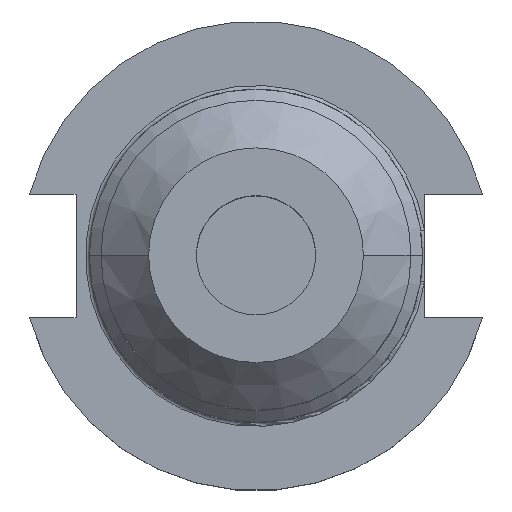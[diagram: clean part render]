
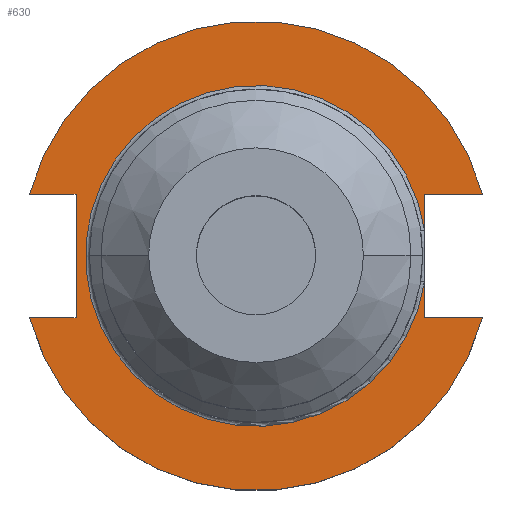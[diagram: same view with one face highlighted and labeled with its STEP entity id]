
A CAD part, top view. The second image highlights one B-rep face of the part: STEP entity #630.
In plain terms, the highlighted planar face has unit normal (0, 0, 1).
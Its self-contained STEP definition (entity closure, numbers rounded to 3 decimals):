
#25 = CARTESIAN_POINT ( 'NONE',  ( 35.306, 12.954, 19.05 ) ) ;
#43 = CARTESIAN_POINT ( 'NONE',  ( 35.306, -12.954, 19.05 ) ) ;
#45 = AXIS2_PLACEMENT_3D ( 'NONE', #859, #54, #995 ) ;
#54 = DIRECTION ( 'NONE',  ( 0., 0., 1. ) ) ;
#92 = EDGE_CURVE ( 'NONE', #474, #1258, #888, .T. ) ;
#101 = VERTEX_POINT ( 'NONE', #1228 ) ;
#115 = AXIS2_PLACEMENT_3D ( 'NONE', #1369, #1103, #304 ) ;
#137 = ORIENTED_EDGE ( 'NONE', *, *, #92, .F. ) ;
#144 = LINE ( 'NONE', #1374, #684 ) ;
#179 = VECTOR ( 'NONE', #1225, 1000. ) ;
#202 = DIRECTION ( 'NONE',  ( -1., 0., 0. ) ) ;
#212 = DIRECTION ( 'NONE',  ( 0., 0., 1. ) ) ;
#229 = VERTEX_POINT ( 'NONE', #1414 ) ;
#275 = DIRECTION ( 'NONE',  ( 1., 0., 0. ) ) ;
#281 = EDGE_CURVE ( 'NONE', #229, #1408, #1005, .T. ) ;
#284 = CIRCLE ( 'NONE', #45, 49.212 ) ;
#296 = ORIENTED_EDGE ( 'NONE', *, *, #470, .T. ) ;
#297 = EDGE_CURVE ( 'NONE', #1659, #676, #965, .T. ) ;
#304 = DIRECTION ( 'NONE',  ( 1., 0., 0. ) ) ;
#315 = DIRECTION ( 'NONE',  ( 0., -1., 0. ) ) ;
#348 = VECTOR ( 'NONE', #880, 1000. ) ;
#410 = EDGE_CURVE ( 'NONE', #1370, #605, #791, .T. ) ;
#450 = VECTOR ( 'NONE', #315, 1000. ) ;
#470 = EDGE_CURVE ( 'NONE', #474, #605, #1483, .T. ) ;
#474 = VERTEX_POINT ( 'NONE', #956 ) ;
#535 = ORIENTED_EDGE ( 'NONE', *, *, #1007, .F. ) ;
#545 = VECTOR ( 'NONE', #1680, 1000. ) ;
#578 = ORIENTED_EDGE ( 'NONE', *, *, #662, .F. ) ;
#591 = FACE_OUTER_BOUND ( 'NONE', #848, .T. ) ;
#596 = CARTESIAN_POINT ( 'NONE',  ( -47.477, -12.954, 19.05 ) ) ;
#605 = VERTEX_POINT ( 'NONE', #1355 ) ;
#630 = ADVANCED_FACE ( 'NONE', ( #591 ), #1616, .T. ) ;
#632 = DIRECTION ( 'NONE',  ( 1., 0., 0. ) ) ;
#643 = ORIENTED_EDGE ( 'NONE', *, *, #1318, .F. ) ;
#662 = EDGE_CURVE ( 'NONE', #1041, #1370, #144, .T. ) ;
#676 = VERTEX_POINT ( 'NONE', #1644 ) ;
#684 = VECTOR ( 'NONE', #1633, 1000. ) ;
#732 = CARTESIAN_POINT ( 'NONE',  ( -63.719, -12.954, 19.05 ) ) ;
#791 = LINE ( 'NONE', #1247, #450 ) ;
#799 = ORIENTED_EDGE ( 'NONE', *, *, #410, .F. ) ;
#848 = EDGE_LOOP ( 'NONE', ( #137, #296, #799, #578, #1351, #1305, #1136, #643, #1516, #535 ) ) ;
#859 = CARTESIAN_POINT ( 'NONE',  ( 0., 0., 19.05 ) ) ;
#878 = LINE ( 'NONE', #1310, #1562 ) ;
#880 = DIRECTION ( 'NONE',  ( 0., 1., 0. ) ) ;
#886 = CARTESIAN_POINT ( 'NONE',  ( 35.306, 12.954, 19.05 ) ) ;
#888 = LINE ( 'NONE', #25, #179 ) ;
#891 = CARTESIAN_POINT ( 'NONE',  ( -47.477, 12.954, 19.05 ) ) ;
#892 = EDGE_CURVE ( 'NONE', #101, #229, #1422, .T. ) ;
#895 = LINE ( 'NONE', #732, #545 ) ;
#956 = CARTESIAN_POINT ( 'NONE',  ( 35.306, -5.455, 19.05 ) ) ;
#965 = CIRCLE ( 'NONE', #1580, 49.212 ) ;
#995 = DIRECTION ( 'NONE',  ( 1., 0., 0. ) ) ;
#1005 = LINE ( 'NONE', #1687, #1328 ) ;
#1007 = EDGE_CURVE ( 'NONE', #1258, #676, #878, .T. ) ;
#1016 = CARTESIAN_POINT ( 'NONE',  ( 0., 0., 19.05 ) ) ;
#1022 = CARTESIAN_POINT ( 'NONE',  ( 47.477, 12.954, 19.05 ) ) ;
#1041 = VERTEX_POINT ( 'NONE', #1022 ) ;
#1103 = DIRECTION ( 'NONE',  ( 0., 0., -1. ) ) ;
#1136 = ORIENTED_EDGE ( 'NONE', *, *, #892, .F. ) ;
#1152 = DIRECTION ( 'NONE',  ( 1., 0., 0. ) ) ;
#1199 = AXIS2_PLACEMENT_3D ( 'NONE', #1350, #1204, #275 ) ;
#1204 = DIRECTION ( 'NONE',  ( 0., 0., 1. ) ) ;
#1225 = DIRECTION ( 'NONE',  ( 0., -1., 0. ) ) ;
#1228 = CARTESIAN_POINT ( 'NONE',  ( -37.719, -12.954, 19.05 ) ) ;
#1247 = CARTESIAN_POINT ( 'NONE',  ( 35.306, 12.954, 19.05 ) ) ;
#1258 = VERTEX_POINT ( 'NONE', #43 ) ;
#1295 = CARTESIAN_POINT ( 'NONE',  ( -37.719, 12.954, 19.05 ) ) ;
#1303 = EDGE_CURVE ( 'NONE', #1041, #1408, #284, .T. ) ;
#1305 = ORIENTED_EDGE ( 'NONE', *, *, #281, .F. ) ;
#1310 = CARTESIAN_POINT ( 'NONE',  ( 35.306, -12.954, 19.05 ) ) ;
#1318 = EDGE_CURVE ( 'NONE', #1659, #101, #895, .T. ) ;
#1328 = VECTOR ( 'NONE', #202, 1000. ) ;
#1350 = CARTESIAN_POINT ( 'NONE',  ( 0., 49.212, 19.05 ) ) ;
#1351 = ORIENTED_EDGE ( 'NONE', *, *, #1303, .T. ) ;
#1355 = CARTESIAN_POINT ( 'NONE',  ( 35.306, 5.455, 19.05 ) ) ;
#1369 = CARTESIAN_POINT ( 'NONE',  ( 0., 0., 19.05 ) ) ;
#1370 = VERTEX_POINT ( 'NONE', #886 ) ;
#1374 = CARTESIAN_POINT ( 'NONE',  ( 35.306, 12.954, 19.05 ) ) ;
#1408 = VERTEX_POINT ( 'NONE', #891 ) ;
#1414 = CARTESIAN_POINT ( 'NONE',  ( -37.719, 12.954, 19.05 ) ) ;
#1422 = LINE ( 'NONE', #1295, #348 ) ;
#1483 = CIRCLE ( 'NONE', #115, 35.725 ) ;
#1516 = ORIENTED_EDGE ( 'NONE', *, *, #297, .T. ) ;
#1562 = VECTOR ( 'NONE', #632, 1000. ) ;
#1580 = AXIS2_PLACEMENT_3D ( 'NONE', #1016, #212, #1152 ) ;
#1616 = PLANE ( 'NONE',  #1199 ) ;
#1633 = DIRECTION ( 'NONE',  ( -1., 0., 0. ) ) ;
#1644 = CARTESIAN_POINT ( 'NONE',  ( 47.477, -12.954, 19.05 ) ) ;
#1659 = VERTEX_POINT ( 'NONE', #596 ) ;
#1680 = DIRECTION ( 'NONE',  ( 1., 0., 0. ) ) ;
#1687 = CARTESIAN_POINT ( 'NONE',  ( -63.719, 12.954, 19.05 ) ) ;
